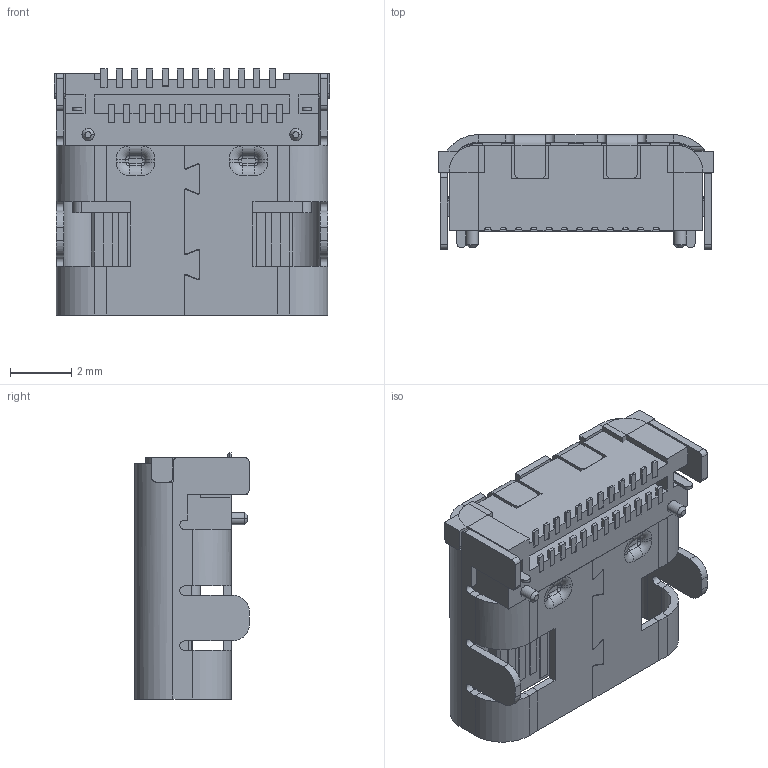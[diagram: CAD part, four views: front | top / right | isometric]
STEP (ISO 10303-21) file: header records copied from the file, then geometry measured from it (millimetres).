
FILE_DESCRIPTION (( 'STEP AP214' ), '1' );
FILE_NAME ('USB_type_C_smd_24p.STEP', '2025-05-07T00:03:34', ( '' ), ( '' ), 'SwSTEP 2.0', 'SolidWorks 2020', '' );
FILE_SCHEMA (( 'AUTOMOTIVE_DESIGN' ));
Length unit declared in the file: millimetre
Products named in the file (1): USB_type_C_smd_24p
Bounding box: 9 x 3.75 x 8.05 mm (x, y, z)
Volume: 125.5 mm3; surface area: 524.6 mm2
Topology: 7 solids, 7 shells, 816 faces, 2180 edges, 1389 vertices
Faces by surface type: plane 521, cylinder 227, torus 56, cone 12
Entity records: 29536 total; most frequent: CARTESIAN_POINT 4638, ORIENTED_EDGE 4360, DIRECTION 4219, EDGE_CURVE 2180, VECTOR 1659, LINE 1659, VERTEX_POINT 1389, AXIS2_PLACEMENT_3D 1280
